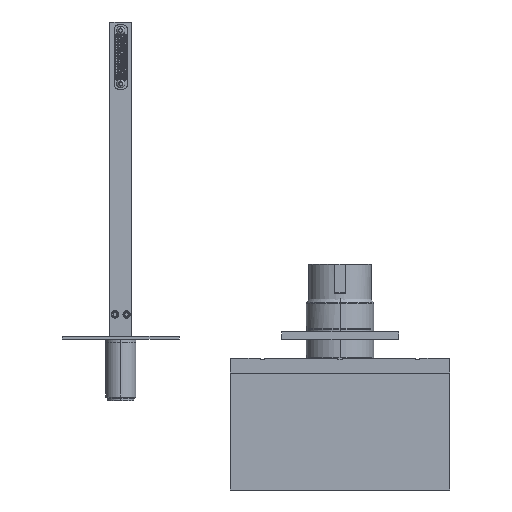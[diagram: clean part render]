
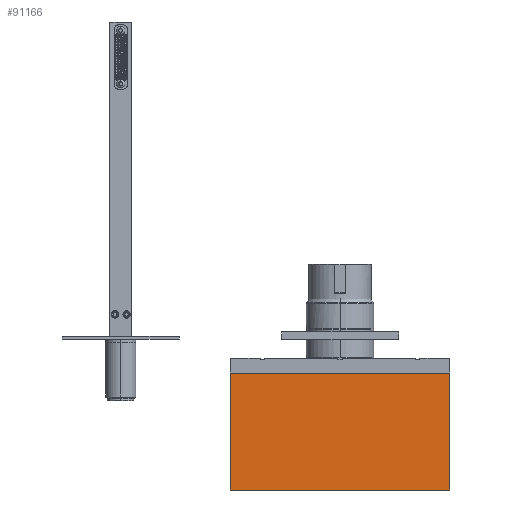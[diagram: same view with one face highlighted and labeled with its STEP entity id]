
A CAD part, front view. The second image highlights one B-rep face of the part: STEP entity #91166.
In plain terms, the highlighted planar face has unit normal (0, -1, 0).
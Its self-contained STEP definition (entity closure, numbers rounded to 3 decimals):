
#1088 = CARTESIAN_POINT ( 'NONE',  ( -75., -75., 0. ) ) ;
#2669 = LINE ( 'NONE', #53928, #20067 ) ;
#3159 = LINE ( 'NONE', #60435, #68784 ) ;
#7049 = VERTEX_POINT ( 'NONE', #10723 ) ;
#9946 = ORIENTED_EDGE ( 'NONE', *, *, #56373, .T. ) ;
#10723 = CARTESIAN_POINT ( 'NONE',  ( 75., -75., 80. ) ) ;
#15811 = VECTOR ( 'NONE', #24201, 1000. ) ;
#16713 = VECTOR ( 'NONE', #45648, 1000. ) ;
#20067 = VECTOR ( 'NONE', #89438, 1000. ) ;
#24201 = DIRECTION ( 'NONE',  ( 0., 0., 1. ) ) ;
#26211 = CARTESIAN_POINT ( 'NONE',  ( 75., -75., 0. ) ) ;
#28873 = CARTESIAN_POINT ( 'NONE',  ( -75., -75., 80. ) ) ;
#31349 = EDGE_CURVE ( 'NONE', #7049, #33845, #96982, .T. ) ;
#31646 = AXIS2_PLACEMENT_3D ( 'NONE', #1088, #51648, #52764 ) ;
#33845 = VERTEX_POINT ( 'NONE', #43096 ) ;
#41043 = CARTESIAN_POINT ( 'NONE',  ( 75., -75., 0. ) ) ;
#43096 = CARTESIAN_POINT ( 'NONE',  ( -75., -75., 80. ) ) ;
#43875 = VERTEX_POINT ( 'NONE', #99264 ) ;
#44511 = PLANE ( 'NONE',  #31646 ) ;
#45648 = DIRECTION ( 'NONE',  ( -1., 0., 0. ) ) ;
#51648 = DIRECTION ( 'NONE',  ( 0., -1., 0. ) ) ;
#52764 = DIRECTION ( 'NONE',  ( 0., 0., -1. ) ) ;
#53928 = CARTESIAN_POINT ( 'NONE',  ( -75., -75., 0. ) ) ;
#56373 = EDGE_CURVE ( 'NONE', #43875, #72843, #2669, .T. ) ;
#60435 = CARTESIAN_POINT ( 'NONE',  ( -75., -75., 0. ) ) ;
#63387 = DIRECTION ( 'NONE',  ( 0., 0., -1. ) ) ;
#67692 = ORIENTED_EDGE ( 'NONE', *, *, #81836, .T. ) ;
#68784 = VECTOR ( 'NONE', #63387, 1000. ) ;
#70943 = ORIENTED_EDGE ( 'NONE', *, *, #77506, .T. ) ;
#72843 = VERTEX_POINT ( 'NONE', #26211 ) ;
#77403 = FACE_OUTER_BOUND ( 'NONE', #90936, .T. ) ;
#77506 = EDGE_CURVE ( 'NONE', #72843, #7049, #96125, .T. ) ;
#81836 = EDGE_CURVE ( 'NONE', #33845, #43875, #3159, .T. ) ;
#89438 = DIRECTION ( 'NONE',  ( 1., 0., 0. ) ) ;
#90936 = EDGE_LOOP ( 'NONE', ( #67692, #9946, #70943, #107412 ) ) ;
#91166 = ADVANCED_FACE ( 'NONE', ( #77403 ), #44511, .T. ) ;
#96125 = LINE ( 'NONE', #41043, #15811 ) ;
#96982 = LINE ( 'NONE', #28873, #16713 ) ;
#99264 = CARTESIAN_POINT ( 'NONE',  ( -75., -75., 0. ) ) ;
#107412 = ORIENTED_EDGE ( 'NONE', *, *, #31349, .T. ) ;
